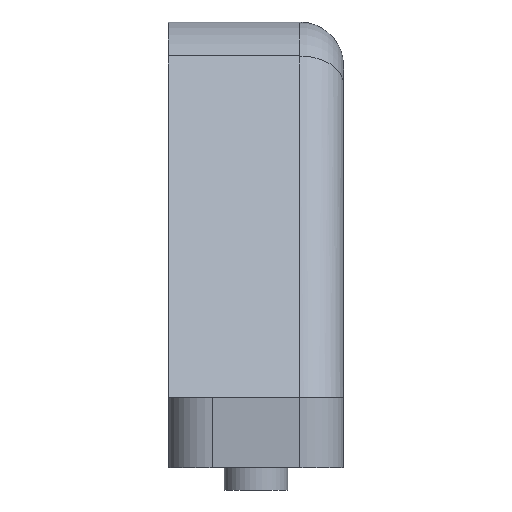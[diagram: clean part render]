
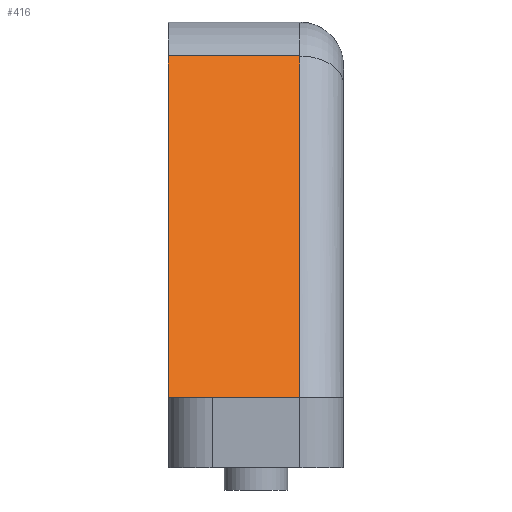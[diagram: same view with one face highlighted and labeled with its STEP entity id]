
A CAD part, front view. The second image highlights one B-rep face of the part: STEP entity #416.
In plain terms, the highlighted planar face has unit normal (0, -0.764, 0.645).
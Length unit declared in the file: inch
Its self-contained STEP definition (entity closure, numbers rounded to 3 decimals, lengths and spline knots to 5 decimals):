
#46=FACE_OUTER_BOUND('',#73,.T.);
#73=EDGE_LOOP('',(#326,#327,#328,#329));
#117=LINE('',#618,#150);
#127=LINE('',#665,#160);
#135=LINE('',#690,#168);
#136=LINE('',#692,#169);
#150=VECTOR('',#485,0.3937);
#160=VECTOR('',#531,0.3937);
#168=VECTOR('',#557,0.3937);
#169=VECTOR('',#560,0.3937);
#183=VERTEX_POINT('',#616);
#184=VERTEX_POINT('',#617);
#203=VERTEX_POINT('',#664);
#210=VERTEX_POINT('',#683);
#221=EDGE_CURVE('',#183,#184,#117,.T.);
#243=EDGE_CURVE('',#184,#203,#127,.T.);
#257=EDGE_CURVE('',#210,#183,#135,.T.);
#258=EDGE_CURVE('',#203,#210,#136,.T.);
#326=ORIENTED_EDGE('',*,*,#221,.F.);
#327=ORIENTED_EDGE('',*,*,#257,.F.);
#328=ORIENTED_EDGE('',*,*,#258,.F.);
#329=ORIENTED_EDGE('',*,*,#243,.F.);
#400=PLANE('',#460);
#416=ADVANCED_FACE('',(#46),#400,.T.);
#460=AXIS2_PLACEMENT_3D('',#691,#558,#559);
#485=DIRECTION('',(-1.,0.,0.));
#531=DIRECTION('',(0.,0.645,0.764));
#557=DIRECTION('',(0.,-0.645,-0.764));
#558=DIRECTION('center_axis',(0.,-0.764,0.645));
#559=DIRECTION('ref_axis',(0.,-0.645,-0.764));
#560=DIRECTION('',(1.,0.,0.));
#616=CARTESIAN_POINT('',(0.375,-0.13196,-0.3));
#617=CARTESIAN_POINT('',(0.,-0.13196,-0.3));
#618=CARTESIAN_POINT('',(0.,-0.13196,-0.3));
#664=CARTESIAN_POINT('',(0.,0.69302,0.67657));
#665=CARTESIAN_POINT('',(0.,-0.13196,-0.3));
#683=CARTESIAN_POINT('',(0.375,0.69302,0.67657));
#690=CARTESIAN_POINT('',(0.375,0.6035,0.5706));
#691=CARTESIAN_POINT('Origin',(0.,0.69302,0.67657));
#692=CARTESIAN_POINT('',(0.,0.69302,0.67657));
